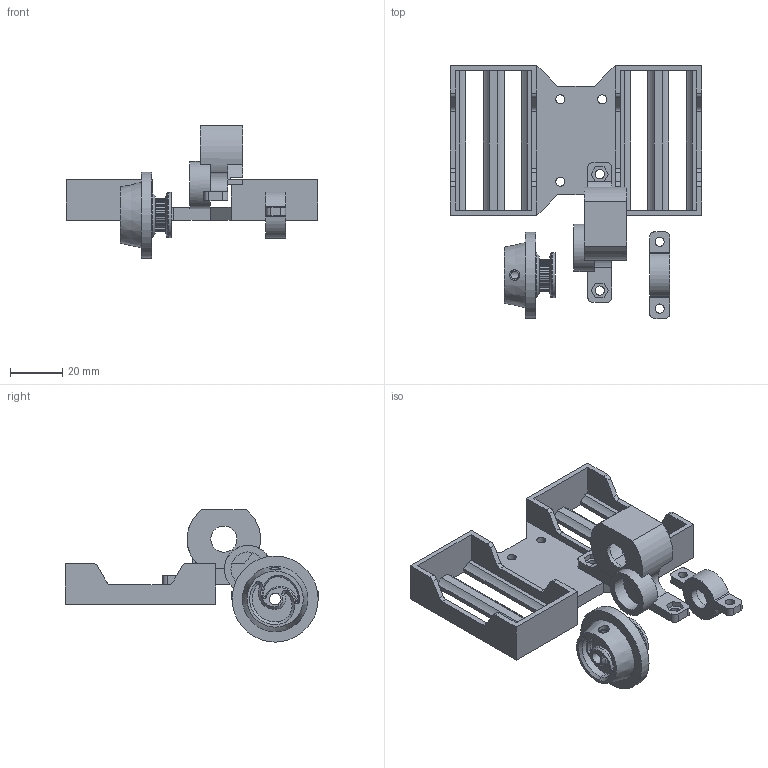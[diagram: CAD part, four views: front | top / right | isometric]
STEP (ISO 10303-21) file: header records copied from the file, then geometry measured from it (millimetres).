
FILE_DESCRIPTION(/* description */ ('','CAx-IF Rec.Pracs.---Representation and Presentation of Product Manufacturing Information (PMI)---4.0---2014-10-13'),/* implementation_level */ '2;1');
FILE_NAME(/* name */ 'To_Print2.step',/* time_stamp */ '2025-02-22T20:51:02-08:00',/* author */ (''),/* organization */ (''),/* preprocessor_version */ 'ST-DEVELOPER v20',/* originating_system */ 'Autodesk Translation Framework v13.20.0.188',/* authorisation */ '');
FILE_SCHEMA (('AP242_MANAGED_MODEL_BASED_3D_ENGINEERING_MIM_LF { 1 0 10303 442 1 1 4 }'));
Length unit declared in the file: millimetre
Products named in the file (10): Waterjet_Chassis; Chassis; Battery_holder; Component44; Motor_Asm; Motor_Case; Front_Asm; FR_Wheel; FL_Case; Belt
Assembly tree (9 placements, depth 4):
  Waterjet_Chassis
    Chassis
      Battery_holder
        Component44
    Motor_Asm
      Motor_Case
    Front_Asm
      FR_Wheel
      FL_Case
    Belt
Bounding box: 96.4 x 97.08 x 50.7 mm (x, y, z)
Volume: 34863.9 mm3; surface area: 27123.8 mm2
Topology: 4 solids, 4 shells, 318 faces, 880 edges, 580 vertices
Faces by surface type: plane 199, cylinder 101, cone 16, torus 2
Full cylindrical faces by diameter (mm): 3 x1, 3.5 x7, 4 x1, 4.5 x1, 6.5 x1, 8.1 x1, 10 x1, 13.1 x2, 17.08 x1, 17.332 x1, 18.1 x1, 33 x1
Entity records: 10537 total; most frequent: CARTESIAN_POINT 1869, DIRECTION 1782, ORIENTED_EDGE 1760, EDGE_CURVE 880, LINE 642, VECTOR 642, VERTEX_POINT 580, AXIS2_PLACEMENT_3D 570
